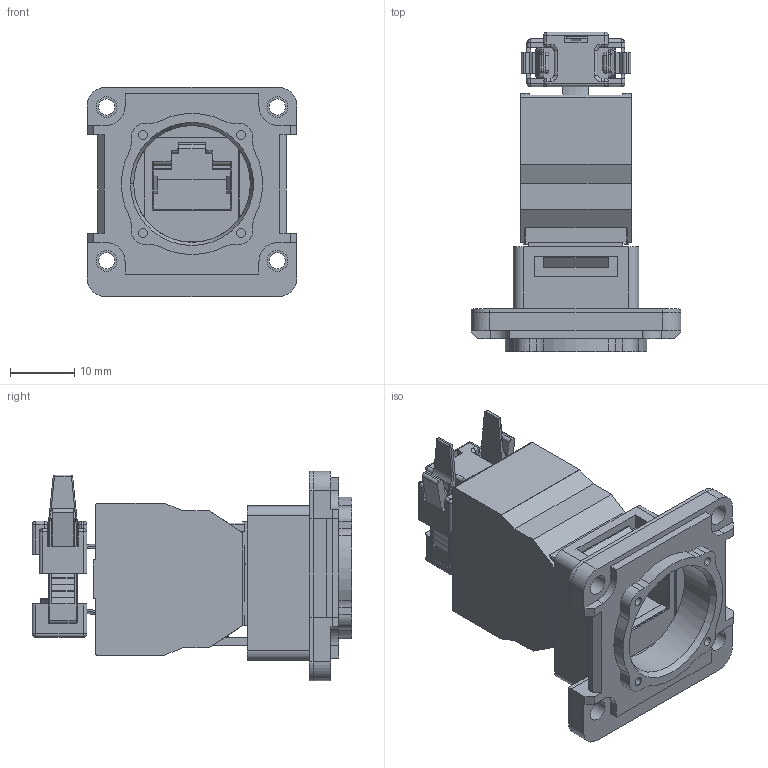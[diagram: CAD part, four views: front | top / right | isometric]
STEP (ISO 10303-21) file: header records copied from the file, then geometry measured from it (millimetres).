
FILE_DESCRIPTION(('Creo Elements/Direct Modeling STEP Export'),'2;1');
FILE_NAME('model.stp','2020-06-10T10:42:16',(''),(''),'Creo Elements/Direct Modeling STEP processor for AP214 (Solid Model)','Creo Elements/Direct Modeling 20.1A 29-Sep-2018 (C) Parametric Technology GmbH','');
FILE_SCHEMA(('AUTOMOTIVE_DESIGN { 1 0 10303 214 1 1 1 1 }'));
Length unit declared in the file: millimetre
Products named in the file (3): VS-08-A-RJ45-MOD-1-IP67; VS-08-BU-RJ45-6_KA_LSA; VS-08-A-RJ45_MOD-1-IP67-SETLSA
Assembly tree (2 placements, depth 2):
  VS-08-A-RJ45_MOD-1-IP67-SETLSA
    VS-08-BU-RJ45-6_KA_LSA
    VS-08-A-RJ45-MOD-1-IP67
Bounding box: 32.6 x 49.58 x 32.5 mm (x, y, z)
Volume: 15564.6 mm3; surface area: 10200.6 mm2
Topology: 2 solids, 2 shells, 738 faces, 2025 edges, 1280 vertices
Faces by surface type: plane 482, cylinder 185, bspline 30, sphere 22, torus 12, revolution 4, cone 2, extrusion 1
Entity records: 30650 total; most frequent: CARTESIAN_POINT 6625, ORIENTED_EDGE 4006, DIRECTION 3447, EDGE_CURVE 2003, VECTOR 1421, LINE 1420, VERTEX_POINT 1280, AXIS2_PLACEMENT_3D 1010
